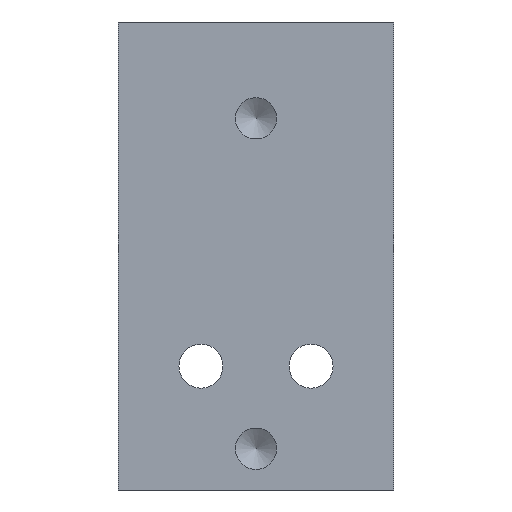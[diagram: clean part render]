
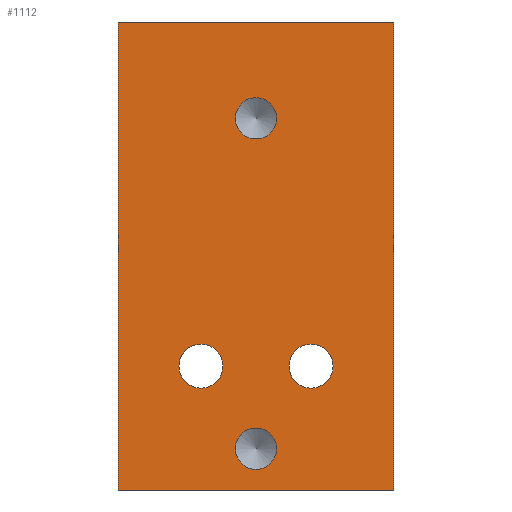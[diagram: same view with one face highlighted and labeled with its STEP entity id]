
A CAD part, left-side view. The second image highlights one B-rep face of the part: STEP entity #1112.
In plain terms, the highlighted planar face has unit normal (-1, 0, 0).
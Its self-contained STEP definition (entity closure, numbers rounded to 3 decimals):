
#90=CARTESIAN_POINT('',(0.0,8.5,27.0));
#91=VERTEX_POINT('',#90);
#92=CARTESIAN_POINT('',(0.0,10.0,27.0));
#93=DIRECTION('',(1.0,0.0,0.0));
#94=DIRECTION('',(0.0,-1.0,0.0));
#95=AXIS2_PLACEMENT_3D('',#92,#93,#94);
#96=CIRCLE('',#95,1.5);
#97=EDGE_CURVE('',#91,#91,#96,.T.);
#127=CARTESIAN_POINT('',(0.0,8.5,3.0));
#128=VERTEX_POINT('',#127);
#129=CARTESIAN_POINT('',(0.0,10.0,3.0));
#130=DIRECTION('',(1.0,0.0,0.0));
#131=DIRECTION('',(0.0,-1.0,0.0));
#132=AXIS2_PLACEMENT_3D('',#129,#130,#131);
#133=CIRCLE('',#132,1.5);
#134=EDGE_CURVE('',#128,#128,#133,.T.);
#198=CARTESIAN_POINT('',(0.,15.6,9.));
#199=VERTEX_POINT('',#198);
#200=CARTESIAN_POINT('',(0.,14.0,9.));
#201=DIRECTION('',(1.0,0.0,0.0));
#202=DIRECTION('',(0.0,1.0,0.0));
#203=AXIS2_PLACEMENT_3D('',#200,#201,#202);
#204=CIRCLE('',#203,1.6);
#205=EDGE_CURVE('',#199,#199,#204,.T.);
#266=CARTESIAN_POINT('',(0.,7.6,9.));
#267=VERTEX_POINT('',#266);
#268=CARTESIAN_POINT('',(0.,6.,9.));
#269=DIRECTION('',(1.0,0.0,0.0));
#270=DIRECTION('',(0.0,1.0,0.0));
#271=AXIS2_PLACEMENT_3D('',#268,#269,#270);
#272=CIRCLE('',#271,1.6);
#273=EDGE_CURVE('',#267,#267,#272,.T.);
#1007=CARTESIAN_POINT('',(0.0,20.0,34.0));
#1008=VERTEX_POINT('',#1007);
#1015=CARTESIAN_POINT('',(0.0,0.0,34.0));
#1016=VERTEX_POINT('',#1015);
#1017=CARTESIAN_POINT('',(0.0,0.0,34.0));
#1018=DIRECTION('',(0.0,1.0,0.0));
#1019=VECTOR('',#1018,20.0);
#1020=LINE('',#1017,#1019);
#1021=EDGE_CURVE('',#1016,#1008,#1020,.T.);
#1041=CARTESIAN_POINT('',(0.0,20.0,0.0));
#1042=VERTEX_POINT('',#1041);
#1049=CARTESIAN_POINT('',(0.0,20.0,0.0));
#1050=DIRECTION('',(0.0,0.0,1.0));
#1051=VECTOR('',#1050,34.0);
#1052=LINE('',#1049,#1051);
#1053=EDGE_CURVE('',#1042,#1008,#1052,.T.);
#1064=CARTESIAN_POINT('',(0.0,0.0,0.0));
#1065=VERTEX_POINT('',#1064);
#1066=CARTESIAN_POINT('',(0.0,0.0,0.0));
#1067=DIRECTION('',(0.0,0.0,1.0));
#1068=VECTOR('',#1067,34.0);
#1069=LINE('',#1066,#1068);
#1070=EDGE_CURVE('',#1065,#1016,#1069,.T.);
#1084=CARTESIAN_POINT('',(0.0,0.0,0.0));
#1085=DIRECTION('',(-1.0,0.0,0.0));
#1086=DIRECTION('',(0.0,0.0,1.0));
#1087=AXIS2_PLACEMENT_3D('',#1084,#1085,#1086);
#1088=PLANE('',#1087);
#1089=ORIENTED_EDGE('',*,*,#1021,.T.);
#1090=ORIENTED_EDGE('',*,*,#1053,.F.);
#1091=CARTESIAN_POINT('',(0.0,0.0,0.0));
#1092=DIRECTION('',(0.0,1.0,0.0));
#1093=VECTOR('',#1092,20.0);
#1094=LINE('',#1091,#1093);
#1095=EDGE_CURVE('',#1065,#1042,#1094,.T.);
#1096=ORIENTED_EDGE('',*,*,#1095,.F.);
#1097=ORIENTED_EDGE('',*,*,#1070,.T.);
#1098=EDGE_LOOP('',(#1089,#1090,#1096,#1097));
#1099=FACE_OUTER_BOUND('',#1098,.T.);
#1100=ORIENTED_EDGE('',*,*,#97,.T.);
#1101=EDGE_LOOP('',(#1100));
#1102=FACE_BOUND('',#1101,.T.);
#1103=ORIENTED_EDGE('',*,*,#134,.T.);
#1104=EDGE_LOOP('',(#1103));
#1105=FACE_BOUND('',#1104,.T.);
#1106=ORIENTED_EDGE('',*,*,#205,.T.);
#1107=EDGE_LOOP('',(#1106));
#1108=FACE_BOUND('',#1107,.T.);
#1109=ORIENTED_EDGE('',*,*,#273,.T.);
#1110=EDGE_LOOP('',(#1109));
#1111=FACE_BOUND('',#1110,.T.);
#1112=ADVANCED_FACE('',(#1099,#1102,#1105,#1108,#1111),#1088,.T.);
